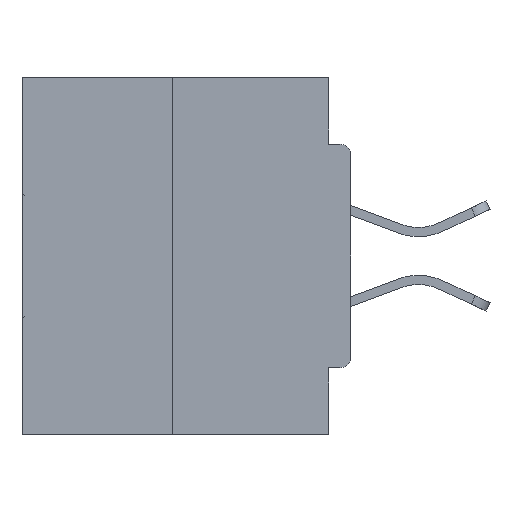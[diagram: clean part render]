
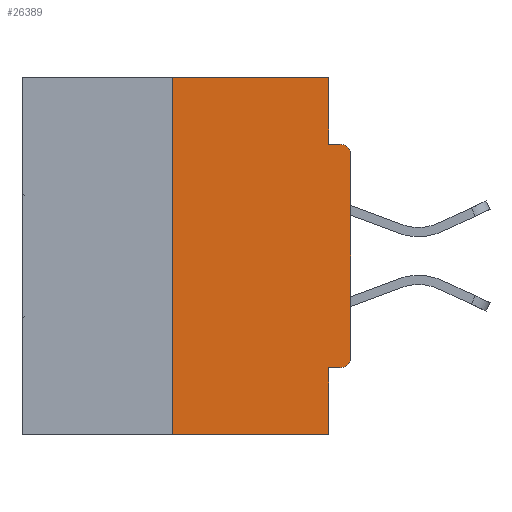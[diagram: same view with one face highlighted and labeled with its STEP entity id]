
A CAD part, left-side view. The second image highlights one B-rep face of the part: STEP entity #26389.
In plain terms, the highlighted planar face has unit normal (-1, 0, 0).
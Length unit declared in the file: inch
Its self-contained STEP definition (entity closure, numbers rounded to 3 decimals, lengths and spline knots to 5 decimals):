
#257 = VECTOR ( 'NONE', #15648, 39.37008 ) ;
#440 = CARTESIAN_POINT ( 'NONE',  ( 0., 0.25, 0. ) ) ;
#836 = EDGE_CURVE ( 'NONE', #18846, #21277, #4168, .T. ) ;
#899 = CARTESIAN_POINT ( 'NONE',  ( 0., 0.031, -0.5 ) ) ;
#961 = AXIS2_PLACEMENT_3D ( 'NONE', #7479, #10984, #26541 ) ;
#1456 = DIRECTION ( 'NONE',  ( 0., -1., 0. ) ) ;
#2121 = CARTESIAN_POINT ( 'NONE',  ( 0., 0.015, -0.3915 ) ) ;
#2775 = ORIENTED_EDGE ( 'NONE', *, *, #13060, .F. ) ;
#3199 = LINE ( 'NONE', #18892, #257 ) ;
#3220 = ORIENTED_EDGE ( 'NONE', *, *, #30129, .F. ) ;
#3387 = VECTOR ( 'NONE', #17614, 39.37008 ) ;
#3442 = CARTESIAN_POINT ( 'NONE',  ( 0., 0.031, 0. ) ) ;
#3508 = CARTESIAN_POINT ( 'NONE',  ( 0., 0.031, -0.0935 ) ) ;
#3778 = DIRECTION ( 'NONE',  ( 0., 0., 1. ) ) ;
#3860 = PLANE ( 'NONE',  #15076 ) ;
#4129 = DIRECTION ( 'NONE',  ( 0., 0., -1. ) ) ;
#4150 = LINE ( 'NONE', #6460, #32220 ) ;
#4168 = LINE ( 'NONE', #7633, #37074 ) ;
#4596 = VERTEX_POINT ( 'NONE', #3442 ) ;
#6460 = CARTESIAN_POINT ( 'NONE',  ( 0., 0.46, -0.5 ) ) ;
#7479 = CARTESIAN_POINT ( 'NONE',  ( 0., 0.015, -0.1085 ) ) ;
#7528 = EDGE_CURVE ( 'NONE', #22503, #10929, #35618, .T. ) ;
#7633 = CARTESIAN_POINT ( 'NONE',  ( 0., 0.25, 0. ) ) ;
#8085 = FACE_OUTER_BOUND ( 'NONE', #17044, .T. ) ;
#10929 = VERTEX_POINT ( 'NONE', #12105 ) ;
#10984 = DIRECTION ( 'NONE',  ( -1., 0., 0. ) ) ;
#11103 = EDGE_CURVE ( 'NONE', #4596, #21276, #26434, .T. ) ;
#11173 = CARTESIAN_POINT ( 'NONE',  ( 0., 0.25, -0.5 ) ) ;
#11236 = ORIENTED_EDGE ( 'NONE', *, *, #21819, .T. ) ;
#11695 = LINE ( 'NONE', #39061, #3387 ) ;
#12105 = CARTESIAN_POINT ( 'NONE',  ( 0., 0.031, -0.5 ) ) ;
#12267 = VECTOR ( 'NONE', #26470, 39.37008 ) ;
#12334 = CARTESIAN_POINT ( 'NONE',  ( 0., 0.031, -0.4065 ) ) ;
#12943 = VECTOR ( 'NONE', #1456, 39.37008 ) ;
#13060 = EDGE_CURVE ( 'NONE', #13126, #22503, #3199, .T. ) ;
#13126 = VERTEX_POINT ( 'NONE', #22762 ) ;
#14450 = CARTESIAN_POINT ( 'NONE',  ( 0., 0., -0.1085 ) ) ;
#14528 = CARTESIAN_POINT ( 'NONE',  ( 0., 0., -0.0935 ) ) ;
#14691 = CIRCLE ( 'NONE', #961, 0.015 ) ;
#15076 = AXIS2_PLACEMENT_3D ( 'NONE', #16305, #28808, #22447 ) ;
#15485 = EDGE_CURVE ( 'NONE', #21277, #4596, #24916, .T. ) ;
#15648 = DIRECTION ( 'NONE',  ( 0., 1., 0. ) ) ;
#16305 = CARTESIAN_POINT ( 'NONE',  ( 0., 0.46, 0. ) ) ;
#16581 = VERTEX_POINT ( 'NONE', #29514 ) ;
#17044 = EDGE_LOOP ( 'NONE', ( #22189, #23956, #29322, #23649, #2775, #21943, #39946, #11236, #3220, #39722 ) ) ;
#17614 = DIRECTION ( 'NONE',  ( 0., 0., 1. ) ) ;
#18012 = VECTOR ( 'NONE', #37555, 39.37008 ) ;
#18295 = CIRCLE ( 'NONE', #35261, 0.015 ) ;
#18846 = VERTEX_POINT ( 'NONE', #11173 ) ;
#18892 = CARTESIAN_POINT ( 'NONE',  ( 0., 0., -0.4065 ) ) ;
#19308 = CARTESIAN_POINT ( 'NONE',  ( 0., 0.015, -0.0935 ) ) ;
#21276 = VERTEX_POINT ( 'NONE', #3508 ) ;
#21277 = VERTEX_POINT ( 'NONE', #440 ) ;
#21819 = EDGE_CURVE ( 'NONE', #34958, #39293, #14691, .T. ) ;
#21943 = ORIENTED_EDGE ( 'NONE', *, *, #25643, .T. ) ;
#22189 = ORIENTED_EDGE ( 'NONE', *, *, #15485, .F. ) ;
#22227 = CARTESIAN_POINT ( 'NONE',  ( 0., 0.46, 0. ) ) ;
#22447 = DIRECTION ( 'NONE',  ( 0., 0., -1. ) ) ;
#22503 = VERTEX_POINT ( 'NONE', #12334 ) ;
#22762 = CARTESIAN_POINT ( 'NONE',  ( 0., 0.015, -0.4065 ) ) ;
#23649 = ORIENTED_EDGE ( 'NONE', *, *, #7528, .F. ) ;
#23956 = ORIENTED_EDGE ( 'NONE', *, *, #836, .F. ) ;
#24161 = VECTOR ( 'NONE', #4129, 39.37008 ) ;
#24385 = DIRECTION ( 'NONE',  ( -1., 0., 0. ) ) ;
#24916 = LINE ( 'NONE', #22227, #18012 ) ;
#25643 = EDGE_CURVE ( 'NONE', #13126, #16581, #18295, .T. ) ;
#26389 = ADVANCED_FACE ( 'NONE', ( #8085 ), #3860, .F. ) ;
#26434 = LINE ( 'NONE', #32112, #24161 ) ;
#26470 = DIRECTION ( 'NONE',  ( 0., 0., -1. ) ) ;
#26541 = DIRECTION ( 'NONE',  ( 0., 0., -1. ) ) ;
#28808 = DIRECTION ( 'NONE',  ( 1., 0., 0. ) ) ;
#29322 = ORIENTED_EDGE ( 'NONE', *, *, #37953, .T. ) ;
#29514 = CARTESIAN_POINT ( 'NONE',  ( 0., 0., -0.3915 ) ) ;
#29517 = DIRECTION ( 'NONE',  ( 0., -1., 0. ) ) ;
#29902 = LINE ( 'NONE', #14528, #12943 ) ;
#30129 = EDGE_CURVE ( 'NONE', #21276, #39293, #29902, .T. ) ;
#32112 = CARTESIAN_POINT ( 'NONE',  ( 0., 0.031, 0. ) ) ;
#32220 = VECTOR ( 'NONE', #29517, 39.37008 ) ;
#33160 = DIRECTION ( 'NONE',  ( 0., 0., -1. ) ) ;
#34958 = VERTEX_POINT ( 'NONE', #14450 ) ;
#35261 = AXIS2_PLACEMENT_3D ( 'NONE', #2121, #24385, #33160 ) ;
#35553 = EDGE_CURVE ( 'NONE', #16581, #34958, #11695, .T. ) ;
#35618 = LINE ( 'NONE', #899, #12267 ) ;
#37074 = VECTOR ( 'NONE', #3778, 39.37008 ) ;
#37555 = DIRECTION ( 'NONE',  ( 0., -1., 0. ) ) ;
#37953 = EDGE_CURVE ( 'NONE', #18846, #10929, #4150, .T. ) ;
#39061 = CARTESIAN_POINT ( 'NONE',  ( 0., 0., 0. ) ) ;
#39293 = VERTEX_POINT ( 'NONE', #19308 ) ;
#39722 = ORIENTED_EDGE ( 'NONE', *, *, #11103, .F. ) ;
#39946 = ORIENTED_EDGE ( 'NONE', *, *, #35553, .T. ) ;
